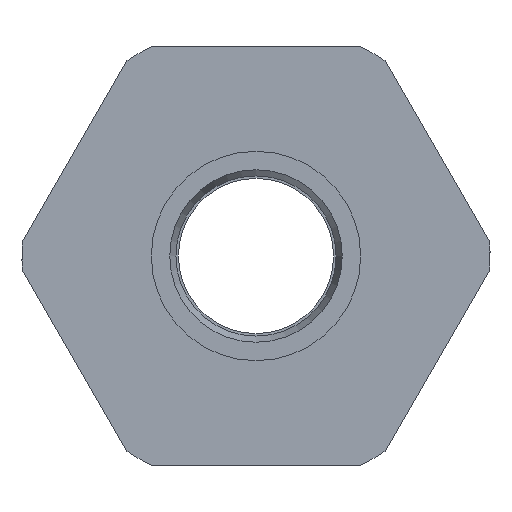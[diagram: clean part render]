
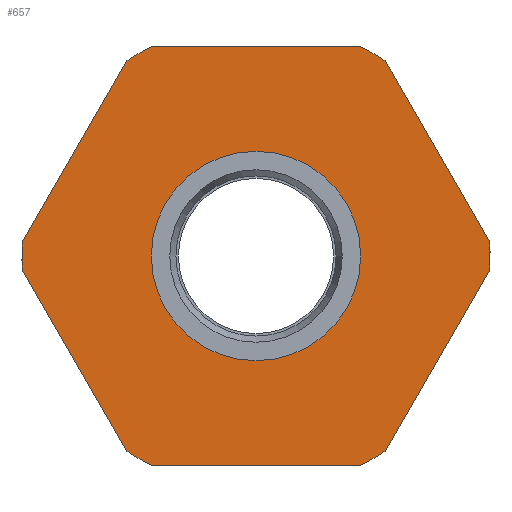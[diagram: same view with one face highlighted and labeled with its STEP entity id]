
A CAD part, front view. The second image highlights one B-rep face of the part: STEP entity #657.
In plain terms, the highlighted planar face has unit normal (0, -1, 0).
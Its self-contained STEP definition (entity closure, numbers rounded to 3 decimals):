
#18 = CARTESIAN_POINT ( 'NONE',  ( -5.24, -3.6, -7.924 ) ) ;
#19 = CARTESIAN_POINT ( 'NONE',  ( -5.24, -3.6, 7.924 ) ) ;
#23 = CARTESIAN_POINT ( 'NONE',  ( 0., -3.6, 0. ) ) ;
#25 = CARTESIAN_POINT ( 'NONE',  ( 9.483, -3.6, -0.576 ) ) ;
#29 = VERTEX_POINT ( 'NONE', #749 ) ;
#31 = PLANE ( 'NONE',  #388 ) ;
#33 = DIRECTION ( 'NONE',  ( 0., -1., 0. ) ) ;
#35 = DIRECTION ( 'NONE',  ( 0., 0., -1. ) ) ;
#39 = ORIENTED_EDGE ( 'NONE', *, *, #164, .T. ) ;
#47 = CARTESIAN_POINT ( 'NONE',  ( 5.24, -3.6, 7.924 ) ) ;
#90 = CARTESIAN_POINT ( 'NONE',  ( 0., -3.6, -4.25 ) ) ;
#121 = ORIENTED_EDGE ( 'NONE', *, *, #218, .F. ) ;
#123 = EDGE_CURVE ( 'NONE', #29, #589, #808, .T. ) ;
#131 = ORIENTED_EDGE ( 'NONE', *, *, #213, .T. ) ;
#141 = ORIENTED_EDGE ( 'NONE', *, *, #159, .T. ) ;
#159 = EDGE_CURVE ( 'NONE', #456, #458, #785, .T. ) ;
#164 = EDGE_CURVE ( 'NONE', #477, #768, #771, .T. ) ;
#165 = CARTESIAN_POINT ( 'NONE',  ( -9.483, -3.6, -0.576 ) ) ;
#168 = EDGE_CURVE ( 'NONE', #477, #615, #794, .T. ) ;
#171 = CARTESIAN_POINT ( 'NONE',  ( 5.24, -3.6, -7.924 ) ) ;
#172 = EDGE_CURVE ( 'NONE', #442, #615, #770, .T. ) ;
#173 = VERTEX_POINT ( 'NONE', #576 ) ;
#186 = CARTESIAN_POINT ( 'NONE',  ( 4.243, -3.6, -8.5 ) ) ;
#194 = CARTESIAN_POINT ( 'NONE',  ( 9.483, -3.6, 0.576 ) ) ;
#206 = ORIENTED_EDGE ( 'NONE', *, *, #168, .F. ) ;
#213 = EDGE_CURVE ( 'NONE', #589, #173, #720, .T. ) ;
#214 = CARTESIAN_POINT ( 'NONE',  ( -4.243, -3.6, -8.5 ) ) ;
#215 = EDGE_CURVE ( 'NONE', #497, #29, #721, .T. ) ;
#216 = EDGE_CURVE ( 'NONE', #382, #585, #489, .T. ) ;
#218 = EDGE_CURVE ( 'NONE', #497, #768, #644, .T. ) ;
#222 = CIRCLE ( 'NONE', #378, 9.5 ) ;
#230 = EDGE_CURVE ( 'NONE', #173, #382, #709, .T. ) ;
#231 = EDGE_CURVE ( 'NONE', #458, #442, #702, .T. ) ;
#232 = CARTESIAN_POINT ( 'NONE',  ( 4.243, -3.6, 8.5 ) ) ;
#244 = ORIENTED_EDGE ( 'NONE', *, *, #505, .T. ) ;
#256 = AXIS2_PLACEMENT_3D ( 'NONE', #836, #835, #837 ) ;
#259 = CARTESIAN_POINT ( 'NONE',  ( 0., -3.6, 0. ) ) ;
#262 = DIRECTION ( 'NONE',  ( 0., 1., 0. ) ) ;
#263 = DIRECTION ( 'NONE',  ( 0., 0., -1. ) ) ;
#288 = AXIS2_PLACEMENT_3D ( 'NONE', #498, #499, #494 ) ;
#306 = AXIS2_PLACEMENT_3D ( 'NONE', #423, #425, #426 ) ;
#316 = AXIS2_PLACEMENT_3D ( 'NONE', #450, #451, #453 ) ;
#317 = AXIS2_PLACEMENT_3D ( 'NONE', #455, #457, #461 ) ;
#320 = DIRECTION ( 'NONE',  ( 0., 0., -1. ) ) ;
#323 = DIRECTION ( 'NONE',  ( 0., -1., 0. ) ) ;
#326 = CARTESIAN_POINT ( 'NONE',  ( 0., -3.6, 0. ) ) ;
#365 = AXIS2_PLACEMENT_3D ( 'NONE', #259, #262, #263 ) ;
#378 = AXIS2_PLACEMENT_3D ( 'NONE', #326, #323, #320 ) ;
#382 = VERTEX_POINT ( 'NONE', #165 ) ;
#388 = AXIS2_PLACEMENT_3D ( 'NONE', #23, #33, #35 ) ;
#389 = CARTESIAN_POINT ( 'NONE',  ( -5.24, -3.6, 7.924 ) ) ;
#399 = CARTESIAN_POINT ( 'NONE',  ( 4.243, -3.6, 8.5 ) ) ;
#411 = DIRECTION ( 'NONE',  ( -0.5, 0., -0.866 ) ) ;
#416 = DIRECTION ( 'NONE',  ( -1., 0., 0. ) ) ;
#418 = DIRECTION ( 'NONE',  ( 0.5, 0., -0.866 ) ) ;
#419 = CARTESIAN_POINT ( 'NONE',  ( -9.483, -3.6, -0.576 ) ) ;
#423 = CARTESIAN_POINT ( 'NONE',  ( 0., -3.6, 0. ) ) ;
#425 = DIRECTION ( 'NONE',  ( 0., 1., 0. ) ) ;
#426 = DIRECTION ( 'NONE',  ( 0., 0., -1. ) ) ;
#442 = VERTEX_POINT ( 'NONE', #171 ) ;
#450 = CARTESIAN_POINT ( 'NONE',  ( 0., -3.6, 0. ) ) ;
#451 = DIRECTION ( 'NONE',  ( 0., -1., 0. ) ) ;
#453 = DIRECTION ( 'NONE',  ( 0., 0., -1. ) ) ;
#455 = CARTESIAN_POINT ( 'NONE',  ( 0., -3.6, 0. ) ) ;
#456 = VERTEX_POINT ( 'NONE', #214 ) ;
#457 = DIRECTION ( 'NONE',  ( 0., -1., 0. ) ) ;
#458 = VERTEX_POINT ( 'NONE', #186 ) ;
#461 = DIRECTION ( 'NONE',  ( 0., 0., -1. ) ) ;
#477 = VERTEX_POINT ( 'NONE', #194 ) ;
#489 = LINE ( 'NONE', #419, #787 ) ;
#494 = DIRECTION ( 'NONE',  ( 0., 0., -1. ) ) ;
#497 = VERTEX_POINT ( 'NONE', #232 ) ;
#498 = CARTESIAN_POINT ( 'NONE',  ( 0., -3.6, 0. ) ) ;
#499 = DIRECTION ( 'NONE',  ( 0., 1., 0. ) ) ;
#504 = CARTESIAN_POINT ( 'NONE',  ( 5.24, -3.6, -7.924 ) ) ;
#505 = EDGE_CURVE ( 'NONE', #597, #597, #661, .T. ) ;
#506 = DIRECTION ( 'NONE',  ( 0.5, 0., 0.866 ) ) ;
#518 = DIRECTION ( 'NONE',  ( -0.5, 0., 0.866 ) ) ;
#519 = CARTESIAN_POINT ( 'NONE',  ( 9.483, -3.6, 0.576 ) ) ;
#525 = EDGE_CURVE ( 'NONE', #585, #456, #222, .T. ) ;
#531 = EDGE_LOOP ( 'NONE', ( #121, #598, #606, #131, #684, #675, #843, #141, #683, #601, #206, #39 ) ) ;
#570 = CARTESIAN_POINT ( 'NONE',  ( -4.243, -3.6, -8.5 ) ) ;
#576 = CARTESIAN_POINT ( 'NONE',  ( -9.483, -3.6, 0.576 ) ) ;
#585 = VERTEX_POINT ( 'NONE', #18 ) ;
#589 = VERTEX_POINT ( 'NONE', #19 ) ;
#597 = VERTEX_POINT ( 'NONE', #90 ) ;
#598 = ORIENTED_EDGE ( 'NONE', *, *, #215, .T. ) ;
#601 = ORIENTED_EDGE ( 'NONE', *, *, #172, .T. ) ;
#606 = ORIENTED_EDGE ( 'NONE', *, *, #123, .T. ) ;
#615 = VERTEX_POINT ( 'NONE', #25 ) ;
#633 = FACE_BOUND ( 'NONE', #828, .T. ) ;
#636 = FACE_OUTER_BOUND ( 'NONE', #531, .T. ) ;
#644 = CIRCLE ( 'NONE', #306, 9.5 ) ;
#657 = ADVANCED_FACE ( 'NONE', ( #633, #636 ), #31, .T. ) ;
#661 = CIRCLE ( 'NONE', #365, 4.25 ) ;
#675 = ORIENTED_EDGE ( 'NONE', *, *, #216, .T. ) ;
#683 = ORIENTED_EDGE ( 'NONE', *, *, #231, .T. ) ;
#684 = ORIENTED_EDGE ( 'NONE', *, *, #230, .T. ) ;
#702 = CIRCLE ( 'NONE', #317, 9.5 ) ;
#709 = CIRCLE ( 'NONE', #316, 9.5 ) ;
#717 = VECTOR ( 'NONE', #411, 1000. ) ;
#718 = VECTOR ( 'NONE', #416, 1000. ) ;
#720 = LINE ( 'NONE', #389, #717 ) ;
#721 = LINE ( 'NONE', #399, #718 ) ;
#749 = CARTESIAN_POINT ( 'NONE',  ( -4.243, -3.6, 8.5 ) ) ;
#758 = VECTOR ( 'NONE', #506, 1000. ) ;
#768 = VERTEX_POINT ( 'NONE', #47 ) ;
#770 = LINE ( 'NONE', #504, #758 ) ;
#771 = LINE ( 'NONE', #519, #774 ) ;
#774 = VECTOR ( 'NONE', #518, 1000. ) ;
#785 = LINE ( 'NONE', #570, #796 ) ;
#787 = VECTOR ( 'NONE', #418, 1000. ) ;
#794 = CIRCLE ( 'NONE', #288, 9.5 ) ;
#796 = VECTOR ( 'NONE', #844, 1000. ) ;
#808 = CIRCLE ( 'NONE', #256, 9.5 ) ;
#828 = EDGE_LOOP ( 'NONE', ( #244 ) ) ;
#835 = DIRECTION ( 'NONE',  ( 0., -1., 0. ) ) ;
#836 = CARTESIAN_POINT ( 'NONE',  ( 0., -3.6, 0. ) ) ;
#837 = DIRECTION ( 'NONE',  ( 0., 0., -1. ) ) ;
#843 = ORIENTED_EDGE ( 'NONE', *, *, #525, .T. ) ;
#844 = DIRECTION ( 'NONE',  ( 1., 0., 0. ) ) ;
